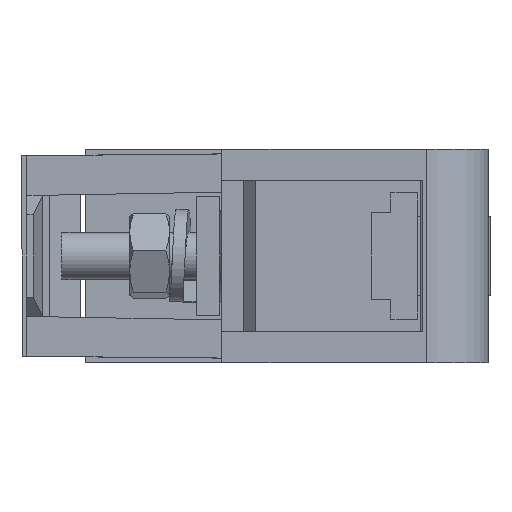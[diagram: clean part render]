
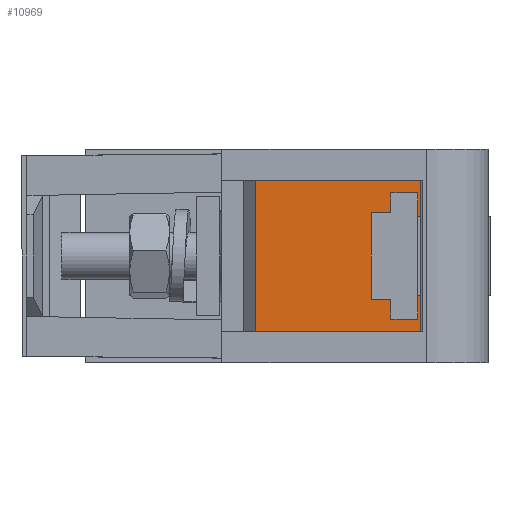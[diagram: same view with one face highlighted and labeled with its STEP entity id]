
A CAD part, left-side view. The second image highlights one B-rep face of the part: STEP entity #10969.
In plain terms, the highlighted planar face has unit normal (-1, 0, 0).
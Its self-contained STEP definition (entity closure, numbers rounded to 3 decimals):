
#13 = VECTOR ( 'NONE', #13904, 1000. ) ;
#41 = CARTESIAN_POINT ( 'NONE',  ( -30.15, 1.764, 21.5 ) ) ;
#513 = LINE ( 'NONE', #8385, #7052 ) ;
#598 = ORIENTED_EDGE ( 'NONE', *, *, #13340, .T. ) ;
#700 = DIRECTION ( 'NONE',  ( 0., -1., 0. ) ) ;
#749 = LINE ( 'NONE', #9846, #10227 ) ;
#802 = EDGE_CURVE ( 'NONE', #7180, #5907, #6360, .T. ) ;
#1617 = LINE ( 'NONE', #13505, #10190 ) ;
#1725 = CARTESIAN_POINT ( 'NONE',  ( -30.15, 22.325, -52.246 ) ) ;
#1772 = DIRECTION ( 'NONE',  ( 0., 0., -1. ) ) ;
#1777 = CARTESIAN_POINT ( 'NONE',  ( -30.15, 1.764, 5.5 ) ) ;
#1812 = LINE ( 'NONE', #8588, #5933 ) ;
#1816 = EDGE_CURVE ( 'NONE', #6896, #5372, #513, .T. ) ;
#1822 = EDGE_CURVE ( 'NONE', #9490, #12154, #4026, .T. ) ;
#1961 = DIRECTION ( 'NONE',  ( 0., -1., 0. ) ) ;
#1981 = ORIENTED_EDGE ( 'NONE', *, *, #8111, .T. ) ;
#2033 = EDGE_CURVE ( 'NONE', #2102, #13815, #7398, .T. ) ;
#2102 = VERTEX_POINT ( 'NONE', #3918 ) ;
#2173 = VECTOR ( 'NONE', #10340, 1000. ) ;
#2185 = DIRECTION ( 'NONE',  ( 0., 0., -1. ) ) ;
#2197 = EDGE_CURVE ( 'NONE', #6896, #3396, #7613, .T. ) ;
#2599 = CARTESIAN_POINT ( 'NONE',  ( -30.15, 22.325, 23.1 ) ) ;
#2882 = CARTESIAN_POINT ( 'NONE',  ( -30.15, 3.164, 18.5 ) ) ;
#2959 = CARTESIAN_POINT ( 'NONE',  ( -30.15, 7.664, 8. ) ) ;
#3215 = EDGE_CURVE ( 'NONE', #3769, #8172, #3921, .T. ) ;
#3250 = PLANE ( 'NONE',  #8849 ) ;
#3368 = CARTESIAN_POINT ( 'NONE',  ( -30.15, 22.325, 3.9 ) ) ;
#3396 = VERTEX_POINT ( 'NONE', #7691 ) ;
#3399 = FACE_OUTER_BOUND ( 'NONE', #5129, .T. ) ;
#3769 = VERTEX_POINT ( 'NONE', #3368 ) ;
#3918 = CARTESIAN_POINT ( 'NONE',  ( -30.15, 7.664, 8. ) ) ;
#3921 = LINE ( 'NONE', #1725, #5459 ) ;
#4026 = LINE ( 'NONE', #7005, #2173 ) ;
#4060 = VECTOR ( 'NONE', #11273, 1000. ) ;
#4425 = LINE ( 'NONE', #13289, #6720 ) ;
#4521 = ORIENTED_EDGE ( 'NONE', *, *, #4869, .T. ) ;
#4641 = DIRECTION ( 'NONE',  ( 0., 1., 0. ) ) ;
#4869 = EDGE_CURVE ( 'NONE', #9490, #8172, #13532, .T. ) ;
#5129 = EDGE_LOOP ( 'NONE', ( #11282, #4521, #13712, #13759 ) ) ;
#5136 = CARTESIAN_POINT ( 'NONE',  ( -30.15, 5.164, 5.5 ) ) ;
#5372 = VERTEX_POINT ( 'NONE', #1777 ) ;
#5459 = VECTOR ( 'NONE', #14087, 1000. ) ;
#5463 = EDGE_CURVE ( 'NONE', #9314, #13815, #11753, .T. ) ;
#5562 = DIRECTION ( 'NONE',  ( 1., 0., 0. ) ) ;
#5728 = CARTESIAN_POINT ( 'NONE',  ( -30.15, -2.15, 3.9 ) ) ;
#5779 = ORIENTED_EDGE ( 'NONE', *, *, #12709, .F. ) ;
#5907 = VERTEX_POINT ( 'NONE', #11644 ) ;
#5933 = VECTOR ( 'NONE', #1961, 1000. ) ;
#5935 = EDGE_CURVE ( 'NONE', #3769, #12154, #1812, .T. ) ;
#6115 = VERTEX_POINT ( 'NONE', #41 ) ;
#6201 = CARTESIAN_POINT ( 'NONE',  ( -30.15, 5.164, 19. ) ) ;
#6320 = ORIENTED_EDGE ( 'NONE', *, *, #5463, .T. ) ;
#6360 = LINE ( 'NONE', #10805, #11212 ) ;
#6378 = LINE ( 'NONE', #11690, #6847 ) ;
#6720 = VECTOR ( 'NONE', #4641, 1000. ) ;
#6776 = VERTEX_POINT ( 'NONE', #9862 ) ;
#6847 = VECTOR ( 'NONE', #8565, 1000. ) ;
#6896 = VERTEX_POINT ( 'NONE', #7242 ) ;
#7005 = CARTESIAN_POINT ( 'NONE',  ( -30.15, -2.15, 79.246 ) ) ;
#7052 = VECTOR ( 'NONE', #11437, 1000. ) ;
#7180 = VERTEX_POINT ( 'NONE', #6201 ) ;
#7242 = CARTESIAN_POINT ( 'NONE',  ( -30.15, 1.764, 8.5 ) ) ;
#7291 = DIRECTION ( 'NONE',  ( 0., 0., 1. ) ) ;
#7398 = LINE ( 'NONE', #2959, #9608 ) ;
#7553 = ORIENTED_EDGE ( 'NONE', *, *, #9045, .F. ) ;
#7613 = LINE ( 'NONE', #13003, #9624 ) ;
#7679 = CARTESIAN_POINT ( 'NONE',  ( -30.15, 22.325, 13.5 ) ) ;
#7691 = CARTESIAN_POINT ( 'NONE',  ( -30.15, 0.729, 8.5 ) ) ;
#7773 = ORIENTED_EDGE ( 'NONE', *, *, #13467, .T. ) ;
#7790 = CARTESIAN_POINT ( 'NONE',  ( -30.15, 1.764, 21.5 ) ) ;
#8111 = EDGE_CURVE ( 'NONE', #12262, #7180, #6378, .T. ) ;
#8172 = VERTEX_POINT ( 'NONE', #10600 ) ;
#8181 = CARTESIAN_POINT ( 'NONE',  ( -30.15, 0.729, 18.5 ) ) ;
#8285 = ORIENTED_EDGE ( 'NONE', *, *, #14026, .T. ) ;
#8385 = CARTESIAN_POINT ( 'NONE',  ( -30.15, 1.764, 21.5 ) ) ;
#8565 = DIRECTION ( 'NONE',  ( 0., -1., 0. ) ) ;
#8588 = CARTESIAN_POINT ( 'NONE',  ( -30.15, 22.325, 3.9 ) ) ;
#8688 = CARTESIAN_POINT ( 'NONE',  ( -30.15, 5.164, 8. ) ) ;
#8849 = AXIS2_PLACEMENT_3D ( 'NONE', #7679, #5562, #10073 ) ;
#9045 = EDGE_CURVE ( 'NONE', #10536, #6776, #13935, .T. ) ;
#9314 = VERTEX_POINT ( 'NONE', #5136 ) ;
#9490 = VERTEX_POINT ( 'NONE', #14286 ) ;
#9608 = VECTOR ( 'NONE', #700, 1000. ) ;
#9624 = VECTOR ( 'NONE', #11110, 1000. ) ;
#9648 = VECTOR ( 'NONE', #10654, 1000. ) ;
#9758 = LINE ( 'NONE', #14053, #13 ) ;
#9820 = LINE ( 'NONE', #7790, #10691 ) ;
#9846 = CARTESIAN_POINT ( 'NONE',  ( -30.15, 0.729, 21.5 ) ) ;
#9862 = CARTESIAN_POINT ( 'NONE',  ( -30.15, 1.764, 18.5 ) ) ;
#10073 = DIRECTION ( 'NONE',  ( 0., -1., 0. ) ) ;
#10190 = VECTOR ( 'NONE', #10495, 1000. ) ;
#10227 = VECTOR ( 'NONE', #1772, 1000. ) ;
#10237 = ORIENTED_EDGE ( 'NONE', *, *, #12236, .T. ) ;
#10340 = DIRECTION ( 'NONE',  ( 0., 0., -1. ) ) ;
#10495 = DIRECTION ( 'NONE',  ( 0., 0., 1. ) ) ;
#10536 = VERTEX_POINT ( 'NONE', #8181 ) ;
#10600 = CARTESIAN_POINT ( 'NONE',  ( -30.15, 22.325, 23.1 ) ) ;
#10609 = ORIENTED_EDGE ( 'NONE', *, *, #802, .T. ) ;
#10654 = DIRECTION ( 'NONE',  ( 0., 0., 1. ) ) ;
#10691 = VECTOR ( 'NONE', #2185, 1000. ) ;
#10801 = CARTESIAN_POINT ( 'NONE',  ( -30.15, 7.664, 19. ) ) ;
#10805 = CARTESIAN_POINT ( 'NONE',  ( -30.15, 5.164, 21.5 ) ) ;
#10969 = ADVANCED_FACE ( 'NONE', ( #3399, #11099 ), #3250, .F. ) ;
#11099 = FACE_BOUND ( 'NONE', #13256, .T. ) ;
#11110 = DIRECTION ( 'NONE',  ( 0., -1., 0. ) ) ;
#11205 = ORIENTED_EDGE ( 'NONE', *, *, #1816, .T. ) ;
#11212 = VECTOR ( 'NONE', #7291, 1000. ) ;
#11238 = ORIENTED_EDGE ( 'NONE', *, *, #2033, .F. ) ;
#11273 = DIRECTION ( 'NONE',  ( 0., 1., 0. ) ) ;
#11282 = ORIENTED_EDGE ( 'NONE', *, *, #1822, .F. ) ;
#11437 = DIRECTION ( 'NONE',  ( 0., 0., -1. ) ) ;
#11578 = VECTOR ( 'NONE', #11761, 1000. ) ;
#11644 = CARTESIAN_POINT ( 'NONE',  ( -30.15, 5.164, 21.5 ) ) ;
#11690 = CARTESIAN_POINT ( 'NONE',  ( -30.15, 7.664, 19. ) ) ;
#11753 = LINE ( 'NONE', #13060, #9648 ) ;
#11761 = DIRECTION ( 'NONE',  ( 0., 1., 0. ) ) ;
#12154 = VERTEX_POINT ( 'NONE', #5728 ) ;
#12236 = EDGE_CURVE ( 'NONE', #10536, #3396, #749, .T. ) ;
#12262 = VERTEX_POINT ( 'NONE', #10801 ) ;
#12709 = EDGE_CURVE ( 'NONE', #6115, #5907, #9758, .T. ) ;
#13003 = CARTESIAN_POINT ( 'NONE',  ( -30.15, 3.164, 8.5 ) ) ;
#13060 = CARTESIAN_POINT ( 'NONE',  ( -30.15, 5.164, 21.5 ) ) ;
#13256 = EDGE_LOOP ( 'NONE', ( #10609, #5779, #8285, #7553, #10237, #14364, #11205, #598, #6320, #11238, #7773, #1981 ) ) ;
#13289 = CARTESIAN_POINT ( 'NONE',  ( -30.15, 3.164, 5.5 ) ) ;
#13340 = EDGE_CURVE ( 'NONE', #5372, #9314, #4425, .T. ) ;
#13467 = EDGE_CURVE ( 'NONE', #2102, #12262, #1617, .T. ) ;
#13505 = CARTESIAN_POINT ( 'NONE',  ( -30.15, 7.664, 5.5 ) ) ;
#13532 = LINE ( 'NONE', #2599, #4060 ) ;
#13712 = ORIENTED_EDGE ( 'NONE', *, *, #3215, .F. ) ;
#13759 = ORIENTED_EDGE ( 'NONE', *, *, #5935, .T. ) ;
#13815 = VERTEX_POINT ( 'NONE', #8688 ) ;
#13904 = DIRECTION ( 'NONE',  ( 0., 1., 0. ) ) ;
#13935 = LINE ( 'NONE', #2882, #11578 ) ;
#14026 = EDGE_CURVE ( 'NONE', #6115, #6776, #9820, .T. ) ;
#14053 = CARTESIAN_POINT ( 'NONE',  ( -30.15, 3.164, 21.5 ) ) ;
#14087 = DIRECTION ( 'NONE',  ( 0., 0., 1. ) ) ;
#14286 = CARTESIAN_POINT ( 'NONE',  ( -30.15, -2.15, 23.1 ) ) ;
#14364 = ORIENTED_EDGE ( 'NONE', *, *, #2197, .F. ) ;
